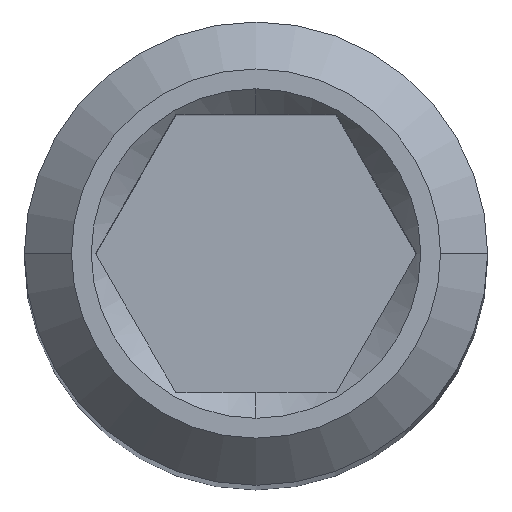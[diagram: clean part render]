
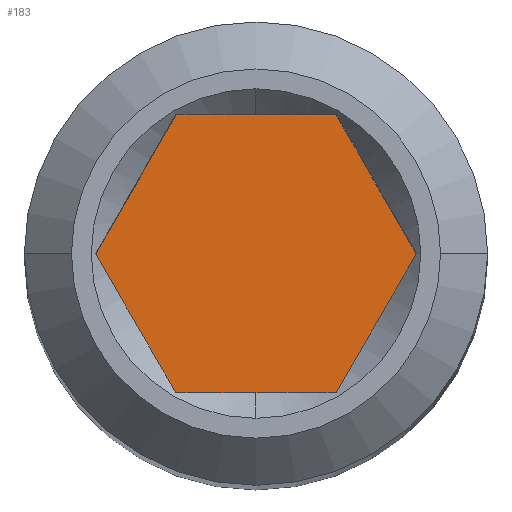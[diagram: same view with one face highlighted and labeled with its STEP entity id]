
A CAD part, top view. The second image highlights one B-rep face of the part: STEP entity #183.
In plain terms, the highlighted planar face has unit normal (0, 0, 1).
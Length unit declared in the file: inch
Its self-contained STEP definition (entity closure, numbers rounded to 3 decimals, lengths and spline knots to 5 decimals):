
#1 = FACE_OUTER_BOUND ( 'NONE', #1024, .T. ) ;
#22 = LINE ( 'NONE', #685, #978 ) ;
#47 = LINE ( 'NONE', #556, #916 ) ;
#50 = LINE ( 'NONE', #548, #100 ) ;
#68 = LINE ( 'NONE', #547, #130 ) ;
#69 = LINE ( 'NONE', #545, #989 ) ;
#76 = LINE ( 'NONE', #526, #122 ) ;
#100 = VECTOR ( 'NONE', #549, 39.37008 ) ;
#122 = VECTOR ( 'NONE', #553, 39.37008 ) ;
#130 = VECTOR ( 'NONE', #546, 39.37008 ) ;
#183 = ADVANCED_FACE ( 'NONE', ( #1 ), #722, .T. ) ;
#200 = EDGE_CURVE ( 'NONE', #1161, #1158, #69, .T. ) ;
#201 = EDGE_CURVE ( 'NONE', #1165, #1098, #76, .T. ) ;
#203 = EDGE_CURVE ( 'NONE', #1098, #1102, #50, .T. ) ;
#204 = EDGE_CURVE ( 'NONE', #1102, #1166, #68, .T. ) ;
#205 = EDGE_CURVE ( 'NONE', #1166, #1161, #47, .T. ) ;
#278 = EDGE_CURVE ( 'NONE', #1158, #1165, #22, .T. ) ;
#409 = AXIS2_PLACEMENT_3D ( 'NONE', #723, #724, #726 ) ;
#526 = CARTESIAN_POINT ( 'NONE',  ( -1.28858, 1.1598, 0.09635 ) ) ;
#545 = CARTESIAN_POINT ( 'NONE',  ( -1.28858, 1.10075, 0.09635 ) ) ;
#546 = DIRECTION ( 'NONE',  ( 0.5, -0.866, 0. ) ) ;
#547 = CARTESIAN_POINT ( 'NONE',  ( -1.33973, 1.13027, 0.09635 ) ) ;
#548 = CARTESIAN_POINT ( 'NONE',  ( -1.32268, 1.1598, 0.09635 ) ) ;
#549 = DIRECTION ( 'NONE',  ( -0.5, -0.866, 0. ) ) ;
#553 = DIRECTION ( 'NONE',  ( -1., 0., 0. ) ) ;
#554 = DIRECTION ( 'NONE',  ( 0.5, 0.866, 0. ) ) ;
#556 = CARTESIAN_POINT ( 'NONE',  ( -1.32268, 1.10075, 0.09635 ) ) ;
#561 = DIRECTION ( 'NONE',  ( 1., 0., 0. ) ) ;
#631 = CARTESIAN_POINT ( 'NONE',  ( -1.28858, 1.10075, 0.09635 ) ) ;
#632 = CARTESIAN_POINT ( 'NONE',  ( -1.27153, 1.13027, 0.09635 ) ) ;
#651 = CARTESIAN_POINT ( 'NONE',  ( -1.32268, 1.1598, 0.09635 ) ) ;
#664 = CARTESIAN_POINT ( 'NONE',  ( -1.28858, 1.1598, 0.09635 ) ) ;
#673 = CARTESIAN_POINT ( 'NONE',  ( -1.33973, 1.13027, 0.09635 ) ) ;
#677 = CARTESIAN_POINT ( 'NONE',  ( -1.32268, 1.10075, 0.09635 ) ) ;
#680 = DIRECTION ( 'NONE',  ( -0.5, 0.866, 0. ) ) ;
#685 = CARTESIAN_POINT ( 'NONE',  ( -1.27153, 1.13027, 0.09635 ) ) ;
#722 = PLANE ( 'NONE',  #409 ) ;
#723 = CARTESIAN_POINT ( 'NONE',  ( -1.27153, 1.13027, 0.09635 ) ) ;
#724 = DIRECTION ( 'NONE',  ( 0., 0., 1. ) ) ;
#726 = DIRECTION ( 'NONE',  ( 1., 0., 0. ) ) ;
#916 = VECTOR ( 'NONE', #561, 39.37008 ) ;
#978 = VECTOR ( 'NONE', #680, 39.37008 ) ;
#989 = VECTOR ( 'NONE', #554, 39.37008 ) ;
#1024 = EDGE_LOOP ( 'NONE', ( #1111, #1173, #1112, #1122, #1121, #1116 ) ) ;
#1098 = VERTEX_POINT ( 'NONE', #651 ) ;
#1102 = VERTEX_POINT ( 'NONE', #673 ) ;
#1111 = ORIENTED_EDGE ( 'NONE', *, *, #200, .T. ) ;
#1112 = ORIENTED_EDGE ( 'NONE', *, *, #201, .T. ) ;
#1116 = ORIENTED_EDGE ( 'NONE', *, *, #205, .T. ) ;
#1121 = ORIENTED_EDGE ( 'NONE', *, *, #204, .T. ) ;
#1122 = ORIENTED_EDGE ( 'NONE', *, *, #203, .T. ) ;
#1158 = VERTEX_POINT ( 'NONE', #632 ) ;
#1161 = VERTEX_POINT ( 'NONE', #631 ) ;
#1165 = VERTEX_POINT ( 'NONE', #664 ) ;
#1166 = VERTEX_POINT ( 'NONE', #677 ) ;
#1173 = ORIENTED_EDGE ( 'NONE', *, *, #278, .T. ) ;
